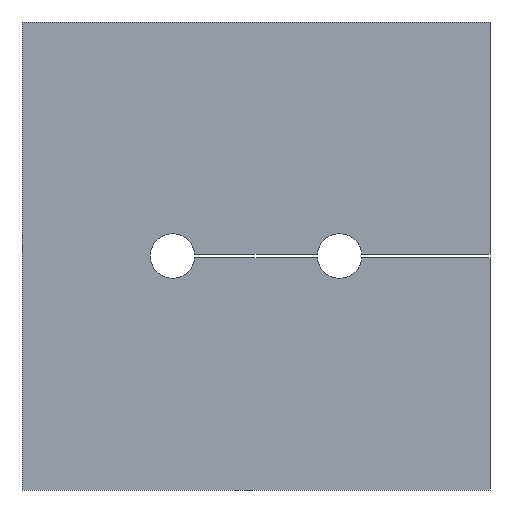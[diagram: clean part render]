
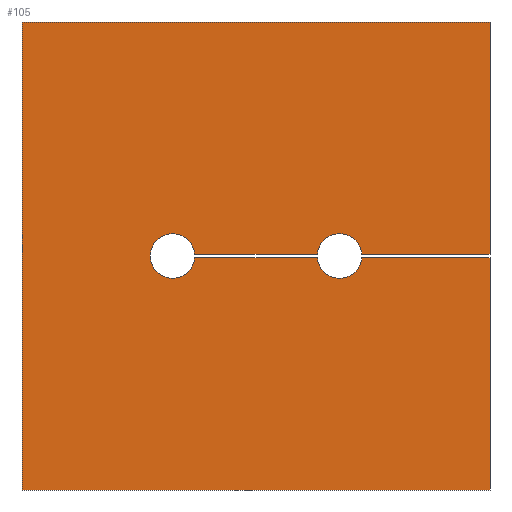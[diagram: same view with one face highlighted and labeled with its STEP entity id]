
A CAD part, front view. The second image highlights one B-rep face of the part: STEP entity #105.
In plain terms, the highlighted planar face has unit normal (0, -1, 0).
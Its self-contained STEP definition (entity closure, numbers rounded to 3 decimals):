
#105=ADVANCED_FACE('NONE',(#250),#251,.F.);
#250=FACE_OUTER_BOUND('',#432,.T.);
#251=PLANE('',#433);
#432=EDGE_LOOP('',(#663,#664,#665,#666,#667,#668,#669,#670,#671,#672,#673,#674,#675,#676,#677,#678));
#433=AXIS2_PLACEMENT_3D('',#679,#680,#681);
#663=ORIENTED_EDGE('',*,*,#1190,.F.);
#664=ORIENTED_EDGE('',*,*,#1166,.T.);
#665=ORIENTED_EDGE('',*,*,#1162,.T.);
#666=ORIENTED_EDGE('',*,*,#1191,.T.);
#667=ORIENTED_EDGE('',*,*,#1192,.T.);
#668=ORIENTED_EDGE('',*,*,#1193,.F.);
#669=ORIENTED_EDGE('',*,*,#1143,.F.);
#670=ORIENTED_EDGE('',*,*,#1194,.T.);
#671=ORIENTED_EDGE('',*,*,#1195,.F.);
#672=ORIENTED_EDGE('',*,*,#1196,.F.);
#673=ORIENTED_EDGE('',*,*,#1197,.T.);
#674=ORIENTED_EDGE('',*,*,#1198,.T.);
#675=ORIENTED_EDGE('',*,*,#1199,.F.);
#676=ORIENTED_EDGE('',*,*,#1200,.F.);
#677=ORIENTED_EDGE('',*,*,#1171,.F.);
#678=ORIENTED_EDGE('',*,*,#1201,.F.);
#679=CARTESIAN_POINT('',(-10.5,-9.5,10.5));
#680=DIRECTION('',(0.0,1.0,0.0));
#681=DIRECTION('',(1.0,0.0,-0.0));
#1143=EDGE_CURVE('NONE',#1370,#1366,#1372,.T.);
#1162=EDGE_CURVE('NONE',#1406,#1404,#1407,.T.);
#1166=EDGE_CURVE('NONE',#1412,#1406,#1413,.T.);
#1171=EDGE_CURVE('NONE',#1419,#1421,#1422,.T.);
#1190=EDGE_CURVE('NONE',#1412,#1450,#1451,.T.);
#1191=EDGE_CURVE('NONE',#1404,#1452,#1453,.T.);
#1192=EDGE_CURVE('NONE',#1452,#1454,#1455,.T.);
#1193=EDGE_CURVE('NONE',#1366,#1454,#1456,.T.);
#1194=EDGE_CURVE('NONE',#1370,#1457,#1458,.T.);
#1195=EDGE_CURVE('NONE',#1459,#1457,#1460,.T.);
#1196=EDGE_CURVE('NONE',#1461,#1459,#1462,.T.);
#1197=EDGE_CURVE('NONE',#1461,#1463,#1464,.T.);
#1198=EDGE_CURVE('NONE',#1463,#1465,#1466,.T.);
#1199=EDGE_CURVE('NONE',#1467,#1465,#1468,.T.);
#1200=EDGE_CURVE('NONE',#1421,#1467,#1469,.T.);
#1201=EDGE_CURVE('NONE',#1450,#1419,#1470,.T.);
#1366=VERTEX_POINT('',#1701);
#1370=VERTEX_POINT('NONE',#1706);
#1372=CIRCLE('',#1709,1.0);
#1404=VERTEX_POINT('NONE',#1747);
#1406=VERTEX_POINT('NONE',#1750);
#1407=CIRCLE('',#1751,1.0);
#1412=VERTEX_POINT('NONE',#1757);
#1413=CIRCLE('',#1758,1.0);
#1419=VERTEX_POINT('NONE',#1765);
#1421=VERTEX_POINT('NONE',#1768);
#1422=CIRCLE('',#1769,1.0);
#1450=VERTEX_POINT('NONE',#1806);
#1451=LINE('',#1807,#1808);
#1452=VERTEX_POINT('NONE',#1809);
#1453=CIRCLE('',#1810,1.0);
#1454=VERTEX_POINT('NONE',#1811);
#1455=LINE('',#1812,#1813);
#1456=CIRCLE('',#1814,1.0);
#1457=VERTEX_POINT('NONE',#1815);
#1458=LINE('',#1816,#1817);
#1459=VERTEX_POINT('NONE',#1818);
#1460=LINE('',#1819,#1820);
#1461=VERTEX_POINT('NONE',#1821);
#1462=LINE('',#1822,#1823);
#1463=VERTEX_POINT('NONE',#1824);
#1464=LINE('',#1825,#1826);
#1465=VERTEX_POINT('NONE',#1827);
#1466=LINE('',#1828,#1829);
#1467=VERTEX_POINT('NONE',#1830);
#1468=LINE('',#1831,#1832);
#1469=LINE('',#1833,#1834);
#1470=CIRCLE('',#1835,1.0);
#1701=CARTESIAN_POINT('',(3.75,-9.5,1.));
#1706=CARTESIAN_POINT('',(4.747,-9.5,0.075));
#1709=AXIS2_PLACEMENT_3D('',#2176,#2177,#2178);
#1747=CARTESIAN_POINT('',(-3.75,-9.5,1.0));
#1750=CARTESIAN_POINT('',(-3.75,-9.5,-1.0));
#1751=AXIS2_PLACEMENT_3D('',#2207,#2208,#2209);
#1757=CARTESIAN_POINT('',(-2.753,-9.5,-0.075));
#1758=AXIS2_PLACEMENT_3D('',#2214,#2215,#2216);
#1765=CARTESIAN_POINT('',(3.75,-9.5,-1.0));
#1768=CARTESIAN_POINT('',(4.747,-9.5,-0.075));
#1769=AXIS2_PLACEMENT_3D('',#2222,#2223,#2224);
#1806=CARTESIAN_POINT('',(2.753,-9.5,-0.075));
#1807=CARTESIAN_POINT('',(-10.5,-9.5,-0.075));
#1808=VECTOR('',#2253,1000.0);
#1809=CARTESIAN_POINT('',(-2.753,-9.5,0.075));
#1810=AXIS2_PLACEMENT_3D('',#2254,#2255,#2256);
#1811=CARTESIAN_POINT('',(2.753,-9.5,0.075));
#1812=CARTESIAN_POINT('',(-10.5,-9.5,0.075));
#1813=VECTOR('',#2257,1000.0);
#1814=AXIS2_PLACEMENT_3D('',#2258,#2259,#2260);
#1815=CARTESIAN_POINT('',(10.5,-9.5,0.075));
#1816=CARTESIAN_POINT('',(-10.5,-9.5,0.075));
#1817=VECTOR('',#2261,1000.0);
#1818=CARTESIAN_POINT('',(10.5,-9.5,10.5));
#1819=CARTESIAN_POINT('',(10.5,-9.5,10.5));
#1820=VECTOR('',#2262,1000.0);
#1821=CARTESIAN_POINT('',(-10.5,-9.5,10.5));
#1822=CARTESIAN_POINT('',(-10.5,-9.5,10.5));
#1823=VECTOR('',#2263,1000.0);
#1824=CARTESIAN_POINT('',(-10.5,-9.5,-10.5));
#1825=CARTESIAN_POINT('',(-10.5,-9.5,10.5));
#1826=VECTOR('',#2264,1000.0);
#1827=CARTESIAN_POINT('',(10.5,-9.5,-10.5));
#1828=CARTESIAN_POINT('',(-10.5,-9.5,-10.5));
#1829=VECTOR('',#2265,1000.0);
#1830=CARTESIAN_POINT('',(10.5,-9.5,-0.075));
#1831=CARTESIAN_POINT('',(10.5,-9.5,10.5));
#1832=VECTOR('',#2266,1000.0);
#1833=CARTESIAN_POINT('',(-10.5,-9.5,-0.075));
#1834=VECTOR('',#2267,1000.0);
#1835=AXIS2_PLACEMENT_3D('',#2268,#2269,#2270);
#2176=CARTESIAN_POINT('',(3.75,-9.5,0.0));
#2177=DIRECTION('',(0.0,-1.0,0.0));
#2178=DIRECTION('',(0.0,0.0,-1.0));
#2207=CARTESIAN_POINT('',(-3.75,-9.5,0.0));
#2208=DIRECTION('',(0.0,1.0,0.0));
#2209=DIRECTION('',(0.0,0.0,-1.0));
#2214=CARTESIAN_POINT('',(-3.75,-9.5,0.0));
#2215=DIRECTION('',(0.0,1.0,0.0));
#2216=DIRECTION('',(0.0,0.0,-1.0));
#2222=CARTESIAN_POINT('',(3.75,-9.5,0.0));
#2223=DIRECTION('',(0.0,-1.0,0.0));
#2224=DIRECTION('',(0.0,0.0,-1.0));
#2253=DIRECTION('',(1.0,0.0,0.0));
#2254=CARTESIAN_POINT('',(-3.75,-9.5,0.0));
#2255=DIRECTION('',(0.0,1.0,0.0));
#2256=DIRECTION('',(0.0,0.0,-1.0));
#2257=DIRECTION('',(1.0,0.0,0.0));
#2258=CARTESIAN_POINT('',(3.75,-9.5,0.0));
#2259=DIRECTION('',(0.0,-1.0,0.0));
#2260=DIRECTION('',(0.0,0.0,-1.0));
#2261=DIRECTION('',(1.0,0.0,0.0));
#2262=DIRECTION('',(-0.0,-0.0,-1.0));
#2263=DIRECTION('',(1.0,0.0,0.0));
#2264=DIRECTION('',(-0.0,-0.0,-1.0));
#2265=DIRECTION('',(1.0,0.0,0.0));
#2266=DIRECTION('',(-0.0,-0.0,-1.0));
#2267=DIRECTION('',(1.0,0.0,0.0));
#2268=CARTESIAN_POINT('',(3.75,-9.5,0.0));
#2269=DIRECTION('',(0.0,-1.0,0.0));
#2270=DIRECTION('',(0.0,0.0,-1.0));
